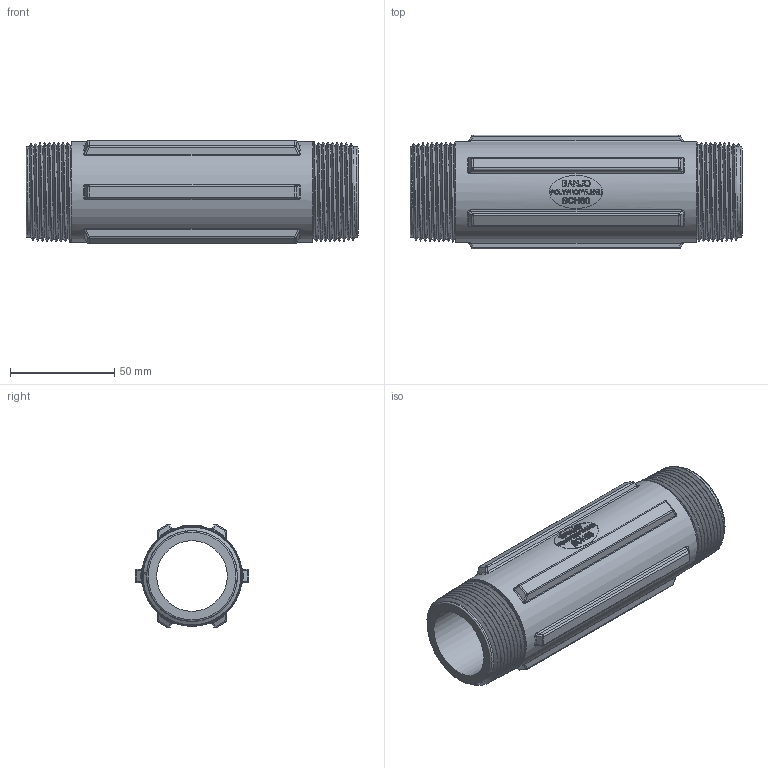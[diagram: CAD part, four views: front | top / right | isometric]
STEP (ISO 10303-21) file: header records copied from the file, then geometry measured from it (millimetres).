
FILE_DESCRIPTION((''),'2;1');
FILE_NAME('NIP150-6.stp','2013-05-09T13:58:33',('mclevenger'),(''),'Autodesk Inventor 2013','Autodesk Inventor 2013','');
FILE_SCHEMA(('AUTOMOTIVE_DESIGN { 1 0 10303 214 1 1 1 1 }'));
Length unit declared in the file: inch
Products named in the file (1): NIP150-6
Bounding box: 159 x 54.36 x 49.69 mm (x, y, z)
Volume: 152991.6 mm3; surface area: 49995.2 mm2
Topology: 1 solids, 1 shells, 515 faces, 1289 edges, 812 vertices
Faces by surface type: bspline 206, plane 176, cylinder 63, cone 32, sphere 24, torus 14
Full cylindrical faces by diameter (mm): 33.782 x1, 48.26 x1
Entity records: 22856 total; most frequent: CARTESIAN_POINT 12305, ORIENTED_EDGE 2438, DIRECTION 1685, EDGE_CURVE 1219, VERTEX_POINT 776, AXIS2_PLACEMENT_3D 598, EDGE_LOOP 551, FACE_OUTER_BOUND 497
